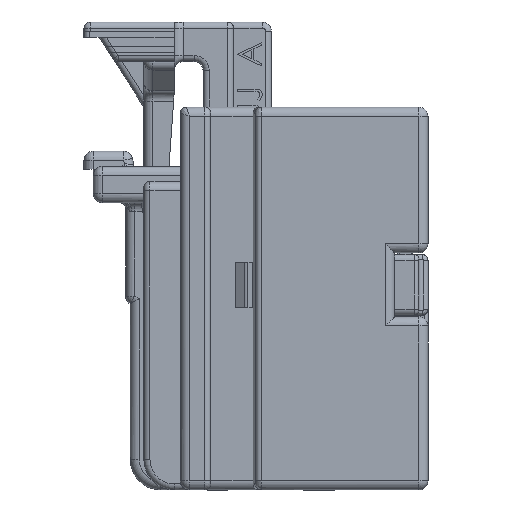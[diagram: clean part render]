
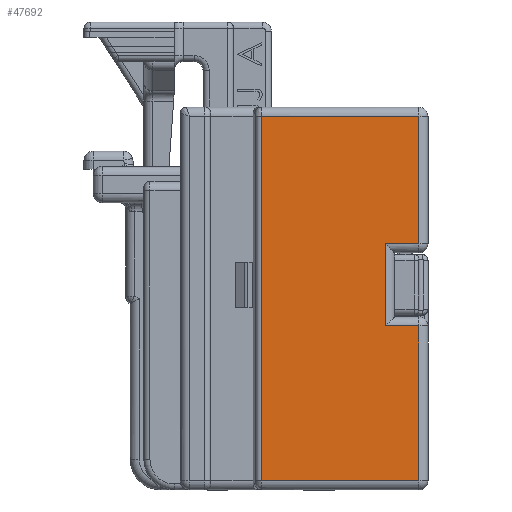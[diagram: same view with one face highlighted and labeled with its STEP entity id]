
A CAD part, left-side view. The second image highlights one B-rep face of the part: STEP entity #47692.
In plain terms, the highlighted planar face has unit normal (-1, 0, 0).
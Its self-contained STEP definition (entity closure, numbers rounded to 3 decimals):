
#1219 = DIRECTION ( 'NONE',  ( 0., 1., 0. ) ) ;
#1469 = LINE ( 'NONE', #37884, #39736 ) ;
#1793 = VECTOR ( 'NONE', #18717, 1000. ) ;
#2984 = CARTESIAN_POINT ( 'NONE',  ( -3.957, 3.391, 4.648 ) ) ;
#3766 = VERTEX_POINT ( 'NONE', #12842 ) ;
#4423 = CARTESIAN_POINT ( 'NONE',  ( -3.957, 3.691, 16.648 ) ) ;
#4585 = CARTESIAN_POINT ( 'NONE',  ( -3.957, 3.691, 12.448 ) ) ;
#5281 = ORIENTED_EDGE ( 'NONE', *, *, #43791, .T. ) ;
#5593 = LINE ( 'NONE', #17865, #10378 ) ;
#5853 = ORIENTED_EDGE ( 'NONE', *, *, #36216, .T. ) ;
#6076 = VERTEX_POINT ( 'NONE', #31220 ) ;
#6630 = EDGE_CURVE ( 'NONE', #36061, #35725, #5593, .T. ) ;
#6875 = DIRECTION ( 'NONE',  ( 0., 0., 1. ) ) ;
#7131 = DIRECTION ( 'NONE',  ( 0., 0., -1. ) ) ;
#7154 = EDGE_CURVE ( 'NONE', #3766, #29590, #28105, .T. ) ;
#8223 = ORIENTED_EDGE ( 'NONE', *, *, #6630, .T. ) ;
#8537 = AXIS2_PLACEMENT_3D ( 'NONE', #51747, #40005, #39214 ) ;
#8663 = ORIENTED_EDGE ( 'NONE', *, *, #39291, .T. ) ;
#9098 = LINE ( 'NONE', #25036, #46526 ) ;
#10099 = LINE ( 'NONE', #26530, #13594 ) ;
#10378 = VECTOR ( 'NONE', #25278, 1000. ) ;
#10498 = CARTESIAN_POINT ( 'NONE',  ( -3.957, 3.691, -15.466 ) ) ;
#11949 = CARTESIAN_POINT ( 'NONE',  ( -3.957, 3.691, -15.466 ) ) ;
#12173 = VECTOR ( 'NONE', #23224, 1000. ) ;
#12842 = CARTESIAN_POINT ( 'NONE',  ( -3.957, 8.879, 16.648 ) ) ;
#13594 = VECTOR ( 'NONE', #6875, 1000. ) ;
#14017 = VERTEX_POINT ( 'NONE', #16605 ) ;
#15529 = EDGE_CURVE ( 'NONE', #29590, #43849, #34884, .T. ) ;
#15732 = CARTESIAN_POINT ( 'NONE',  ( -3.957, 4.791, 12.448 ) ) ;
#16605 = CARTESIAN_POINT ( 'NONE',  ( -3.957, 3.691, 9.748 ) ) ;
#17371 = EDGE_CURVE ( 'NONE', #35725, #26153, #47840, .T. ) ;
#17865 = CARTESIAN_POINT ( 'NONE',  ( -3.957, 3.391, 12.448 ) ) ;
#18717 = DIRECTION ( 'NONE',  ( 0., -1., 0. ) ) ;
#18808 = FACE_OUTER_BOUND ( 'NONE', #49717, .T. ) ;
#23224 = DIRECTION ( 'NONE',  ( 0., 0., 1. ) ) ;
#23260 = CARTESIAN_POINT ( 'NONE',  ( -3.957, 3.691, 4.648 ) ) ;
#25036 = CARTESIAN_POINT ( 'NONE',  ( -3.957, 4.491, 9.748 ) ) ;
#25278 = DIRECTION ( 'NONE',  ( 0., -1., 0. ) ) ;
#25309 = ORIENTED_EDGE ( 'NONE', *, *, #7154, .T. ) ;
#26153 = VERTEX_POINT ( 'NONE', #4423 ) ;
#26530 = CARTESIAN_POINT ( 'NONE',  ( -3.957, 4.791, -15.466 ) ) ;
#28105 = LINE ( 'NONE', #44358, #34824 ) ;
#29590 = VERTEX_POINT ( 'NONE', #39850 ) ;
#31220 = CARTESIAN_POINT ( 'NONE',  ( -3.957, 4.791, 9.748 ) ) ;
#33868 = LINE ( 'NONE', #10498, #12173 ) ;
#34824 = VECTOR ( 'NONE', #7131, 1000. ) ;
#34884 = LINE ( 'NONE', #2984, #1793 ) ;
#35725 = VERTEX_POINT ( 'NONE', #4585 ) ;
#36061 = VERTEX_POINT ( 'NONE', #15732 ) ;
#36216 = EDGE_CURVE ( 'NONE', #6076, #36061, #10099, .T. ) ;
#37773 = DIRECTION ( 'NONE',  ( 0., 1., 0. ) ) ;
#37884 = CARTESIAN_POINT ( 'NONE',  ( -3.957, 9.062, 16.648 ) ) ;
#39214 = DIRECTION ( 'NONE',  ( 0., -1., 0. ) ) ;
#39291 = EDGE_CURVE ( 'NONE', #43849, #14017, #33868, .T. ) ;
#39736 = VECTOR ( 'NONE', #1219, 1000. ) ;
#39850 = CARTESIAN_POINT ( 'NONE',  ( -3.957, 8.879, 4.648 ) ) ;
#40005 = DIRECTION ( 'NONE',  ( -1., 0., 0. ) ) ;
#40077 = DIRECTION ( 'NONE',  ( 0., 0., 1. ) ) ;
#43791 = EDGE_CURVE ( 'NONE', #26153, #3766, #1469, .T. ) ;
#43849 = VERTEX_POINT ( 'NONE', #23260 ) ;
#44358 = CARTESIAN_POINT ( 'NONE',  ( -3.957, 8.879, -15.466 ) ) ;
#44878 = EDGE_CURVE ( 'NONE', #14017, #6076, #9098, .T. ) ;
#44971 = ORIENTED_EDGE ( 'NONE', *, *, #17371, .T. ) ;
#46058 = VECTOR ( 'NONE', #40077, 1000. ) ;
#46197 = ORIENTED_EDGE ( 'NONE', *, *, #44878, .T. ) ;
#46526 = VECTOR ( 'NONE', #37773, 1000. ) ;
#46710 = PLANE ( 'NONE',  #8537 ) ;
#47692 = ADVANCED_FACE ( 'NONE', ( #18808 ), #46710, .T. ) ;
#47840 = LINE ( 'NONE', #11949, #46058 ) ;
#48583 = ORIENTED_EDGE ( 'NONE', *, *, #15529, .T. ) ;
#49717 = EDGE_LOOP ( 'NONE', ( #5281, #25309, #48583, #8663, #46197, #5853, #8223, #44971 ) ) ;
#51747 = CARTESIAN_POINT ( 'NONE',  ( -3.957, 9.062, -15.466 ) ) ;
